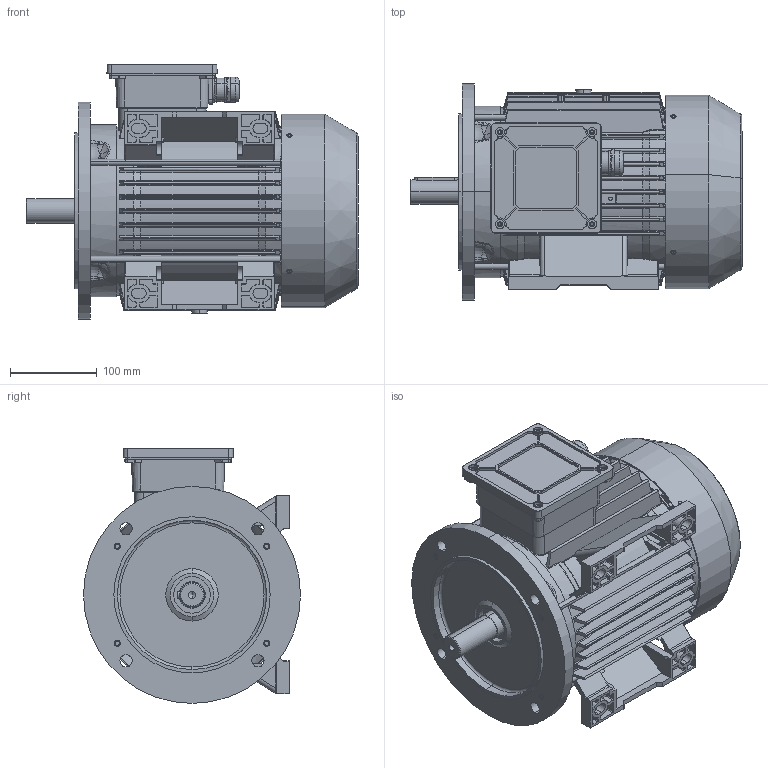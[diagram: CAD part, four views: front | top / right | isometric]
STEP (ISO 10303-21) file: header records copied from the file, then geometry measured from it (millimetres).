
FILE_DESCRIPTION (( 'STEP AP214' ), '1' );
FILE_NAME ('FCAP 112M-B3 B5-IC411-2-4-6-8 POLES TB RIGHT.STEP', '2024-09-23T06:50:24', ( '' ), ( '' ), 'SwSTEP 2.0', 'SolidWorks 2024', '' );
FILE_SCHEMA (( 'AUTOMOTIVE_DESIGN' ));
Length unit declared in the file: millimetre
Products named in the file (15): Guarnizione scatola-coperchio tipo 100; Copriventola 112M h.84; parallel_din_Parallel key A8 x 7 x 50 DIN 6885; Tirante M7x233; Coperchio scatola morsetti tipo 100; PRESSACAVO M25; Scudo C112 post_D. cuscinetto 62; A12723-FC112M-ALLUMINIO-B3B5 MORSETTIERA SUP; GRUPPO COPRIMORSETTIERA 100L; Guarnizione scatola-motore tipo 100; Tappo M25; Albero 112M - Autoventilato; Coprimorsettiera tipo 100_Passante doppio; Carcassa 112M-B3-Laterale_Forma B3; FCAP 112M-B3 B5-IC411-2-4-6-8 POLES TB RIGHT
Assembly tree (18 placements, depth 3):
  FCAP 112M-B3 B5-IC411-2-4-6-8 POLES TB RIGHT
    Albero 112M - Autoventilato
    Scudo C112 post_D. cuscinetto 62
    parallel_din_Parallel key A8 x 7 x 50 DIN 6885
    Copriventola 112M h.84
    Carcassa 112M-B3-Laterale_Forma B3
    GRUPPO COPRIMORSETTIERA 100L
      Coprimorsettiera tipo 100_Passante doppio
      Coperchio scatola morsetti tipo 100
      Guarnizione scatola-coperchio tipo 100
      PRESSACAVO M25
      Tappo M25  x2
      Guarnizione scatola-motore tipo 100
    A12723-FC112M-ALLUMINIO-B3B5 MORSETTIERA SUP
    Tirante M7x233  x4
Bounding box: 382.5 x 250 x 293.5 mm (x, y, z)
Volume: 2750304.2 mm3; surface area: 1166042.8 mm2
Topology: 17 solids, 18 shells, 3396 faces, 8946 edges, 5648 vertices
Faces by surface type: plane 1292, cylinder 833, bspline 565, cone 397, torus 281, sphere 28
Entity records: 119861 total; most frequent: CARTESIAN_POINT 41539, ORIENTED_EDGE 17328, DIRECTION 14835, EDGE_CURVE 8664, VERTEX_POINT 5475, AXIS2_PLACEMENT_3D 5339, VECTOR 4157, LINE 4157
